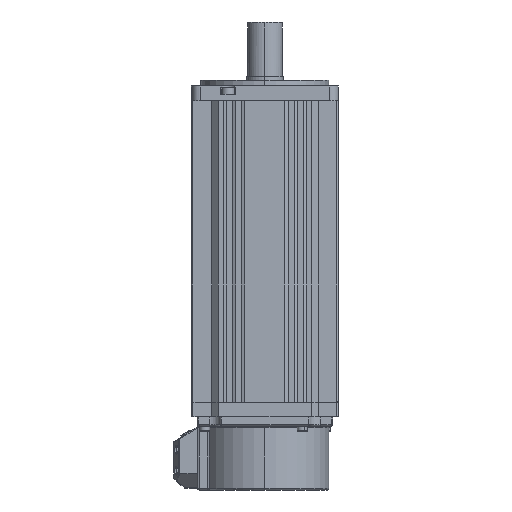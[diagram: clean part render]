
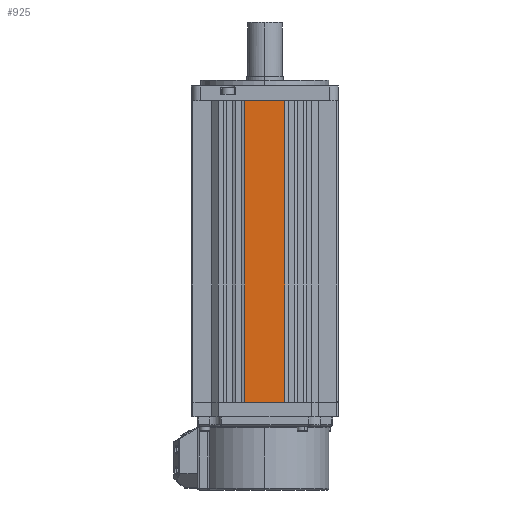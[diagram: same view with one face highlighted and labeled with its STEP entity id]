
A CAD part, left-side view. The second image highlights one B-rep face of the part: STEP entity #925.
In plain terms, the highlighted planar face has unit normal (-1, 0, 0).
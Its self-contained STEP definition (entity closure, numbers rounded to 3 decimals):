
#477 = CARTESIAN_POINT ( 'NONE',  ( -80.262, -251.919, -325.493 ) ) ;
#925 = ADVANCED_FACE ( 'NONE', ( #6465 ), #1554, .T. ) ;
#1554 = PLANE ( 'NONE',  #13839 ) ;
#2126 = ORIENTED_EDGE ( 'NONE', *, *, #13294, .F. ) ;
#2940 = VERTEX_POINT ( 'NONE', #6417 ) ;
#3001 = EDGE_CURVE ( 'NONE', #5839, #3270, #16240, .T. ) ;
#3251 = EDGE_CURVE ( 'NONE', #5839, #12768, #19125, .T. ) ;
#3270 = VERTEX_POINT ( 'NONE', #21257 ) ;
#4636 = CARTESIAN_POINT ( 'NONE',  ( -80.262, -251.919, -400.893 ) ) ;
#5839 = VERTEX_POINT ( 'NONE', #477 ) ;
#6128 = LINE ( 'NONE', #12721, #12672 ) ;
#6180 = DIRECTION ( 'NONE',  ( 0., 0., 1. ) ) ;
#6417 = CARTESIAN_POINT ( 'NONE',  ( -80.262, -230.04, -160.493 ) ) ;
#6465 = FACE_OUTER_BOUND ( 'NONE', #21640, .T. ) ;
#7500 = CARTESIAN_POINT ( 'NONE',  ( -80.262, -281.179, -325.493 ) ) ;
#8538 = CARTESIAN_POINT ( 'NONE',  ( -80.262, -230.04, -408.893 ) ) ;
#9394 = CARTESIAN_POINT ( 'NONE',  ( -80.262, -230.04, -325.493 ) ) ;
#9806 = DIRECTION ( 'NONE',  ( -1., 0., 0. ) ) ;
#11475 = CARTESIAN_POINT ( 'NONE',  ( -80.262, -214.779, -400.893 ) ) ;
#11697 = DIRECTION ( 'NONE',  ( 0., 1., 0. ) ) ;
#12623 = VECTOR ( 'NONE', #6180, 1000. ) ;
#12644 = VECTOR ( 'NONE', #15997, 1000. ) ;
#12672 = VECTOR ( 'NONE', #19549, 1000. ) ;
#12721 = CARTESIAN_POINT ( 'NONE',  ( -80.262, -214.779, -160.493 ) ) ;
#12768 = VERTEX_POINT ( 'NONE', #9394 ) ;
#13294 = EDGE_CURVE ( 'NONE', #12768, #2940, #18932, .T. ) ;
#13684 = DIRECTION ( 'NONE',  ( 0., 0., 1. ) ) ;
#13839 = AXIS2_PLACEMENT_3D ( 'NONE', #11475, #9806, #11697 ) ;
#15628 = ORIENTED_EDGE ( 'NONE', *, *, #3251, .F. ) ;
#15839 = VECTOR ( 'NONE', #13684, 1000. ) ;
#15997 = DIRECTION ( 'NONE',  ( 0., 1., 0. ) ) ;
#16164 = EDGE_CURVE ( 'NONE', #3270, #2940, #6128, .T. ) ;
#16240 = LINE ( 'NONE', #4636, #12623 ) ;
#18353 = ORIENTED_EDGE ( 'NONE', *, *, #16164, .T. ) ;
#18932 = LINE ( 'NONE', #8538, #15839 ) ;
#19125 = LINE ( 'NONE', #7500, #12644 ) ;
#19549 = DIRECTION ( 'NONE',  ( 0., 1., 0. ) ) ;
#21257 = CARTESIAN_POINT ( 'NONE',  ( -80.262, -251.919, -160.493 ) ) ;
#21640 = EDGE_LOOP ( 'NONE', ( #2126, #15628, #21910, #18353 ) ) ;
#21910 = ORIENTED_EDGE ( 'NONE', *, *, #3001, .T. ) ;
